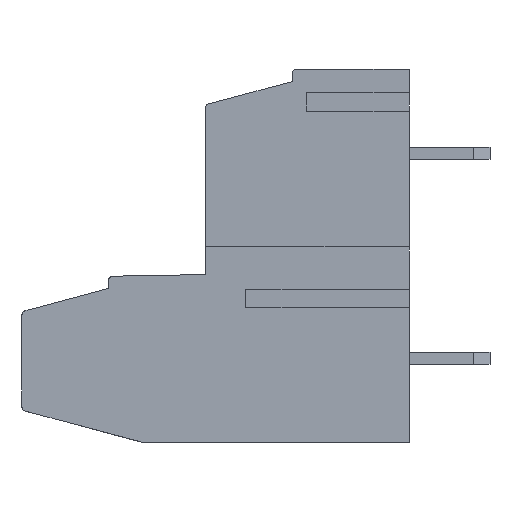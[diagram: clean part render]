
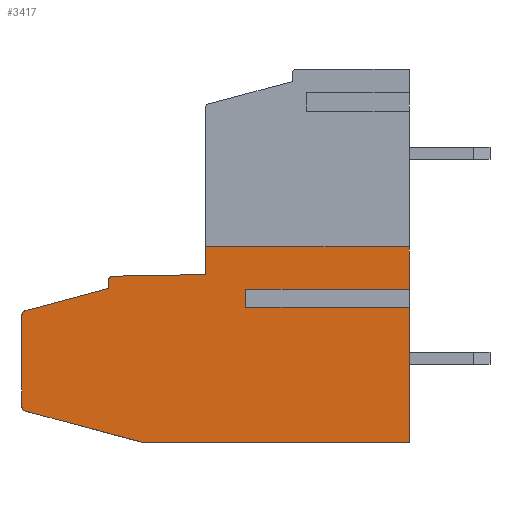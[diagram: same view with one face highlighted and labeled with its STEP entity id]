
A CAD part, left-side view. The second image highlights one B-rep face of the part: STEP entity #3417.
In plain terms, the highlighted planar face has unit normal (-1, 0, 0).
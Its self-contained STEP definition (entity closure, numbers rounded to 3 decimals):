
#139 = LINE ( 'NONE', #20439, #4614 ) ;
#676 = ORIENTED_EDGE ( 'NONE', *, *, #13708, .T. ) ;
#679 = VERTEX_POINT ( 'NONE', #7800 ) ;
#1180 = DIRECTION ( 'NONE',  ( 0., 0., -1. ) ) ;
#1989 = VERTEX_POINT ( 'NONE', #4819 ) ;
#2277 = DIRECTION ( 'NONE',  ( 1., 0., 0. ) ) ;
#2337 = CARTESIAN_POINT ( 'NONE',  ( -2.5, 8.1, 2.7 ) ) ;
#2401 = CARTESIAN_POINT ( 'NONE',  ( -2.5, 19.2, -2.429 ) ) ;
#2958 = DIRECTION ( 'NONE',  ( 0., 0., 1. ) ) ;
#3417 = ADVANCED_FACE ( 'NONE', ( #8401 ), #11854, .F. ) ;
#3485 = CARTESIAN_POINT ( 'NONE',  ( -2.5, 19.052, -2.622 ) ) ;
#3691 = EDGE_CURVE ( 'NONE', #679, #23244, #27582, .T. ) ;
#4485 = ORIENTED_EDGE ( 'NONE', *, *, #6673, .T. ) ;
#4614 = VECTOR ( 'NONE', #30165, 1000. ) ;
#4819 = CARTESIAN_POINT ( 'NONE',  ( -2.5, 8.1, 3.236 ) ) ;
#5030 = VERTEX_POINT ( 'NONE', #15405 ) ;
#5400 = CARTESIAN_POINT ( 'NONE',  ( -2.5, 14.9, 3.86 ) ) ;
#5843 = ORIENTED_EDGE ( 'NONE', *, *, #26490, .T. ) ;
#5950 = VECTOR ( 'NONE', #29731, 1000. ) ;
#6176 = VECTOR ( 'NONE', #42385, 1000. ) ;
#6251 = LINE ( 'NONE', #32552, #16520 ) ;
#6673 = EDGE_CURVE ( 'NONE', #28842, #11529, #17778, .T. ) ;
#7009 = VERTEX_POINT ( 'NONE', #37496 ) ;
#7800 = CARTESIAN_POINT ( 'NONE',  ( -2.5, 10.1, 5.51 ) ) ;
#8005 = VERTEX_POINT ( 'NONE', #23749 ) ;
#8162 = ORIENTED_EDGE ( 'NONE', *, *, #41760, .T. ) ;
#8177 = EDGE_CURVE ( 'NONE', #37461, #11529, #25702, .T. ) ;
#8284 = LINE ( 'NONE', #21425, #11668 ) ;
#8344 = CARTESIAN_POINT ( 'NONE',  ( -2.5, 19., 2.151 ) ) ;
#8401 = FACE_OUTER_BOUND ( 'NONE', #30260, .T. ) ;
#8408 = ORIENTED_EDGE ( 'NONE', *, *, #26675, .F. ) ;
#8506 = EDGE_CURVE ( 'NONE', #13638, #31890, #26582, .T. ) ;
#8750 = EDGE_CURVE ( 'NONE', #13449, #17226, #9332, .T. ) ;
#8901 = VECTOR ( 'NONE', #24287, 1000. ) ;
#8919 = AXIS2_PLACEMENT_3D ( 'NONE', #8344, #41099, #1180 ) ;
#8920 = CARTESIAN_POINT ( 'NONE',  ( -2.5, 10.1, 4.14 ) ) ;
#9332 = LINE ( 'NONE', #29401, #38948 ) ;
#9564 = CARTESIAN_POINT ( 'NONE',  ( -2.5, 8.1, 3.236 ) ) ;
#10161 = DIRECTION ( 'NONE',  ( 0., -0.966, 0.259 ) ) ;
#10215 = AXIS2_PLACEMENT_3D ( 'NONE', #21531, #2277, #28448 ) ;
#11448 = EDGE_CURVE ( 'NONE', #1989, #37461, #39094, .T. ) ;
#11529 = VERTEX_POINT ( 'NONE', #41940 ) ;
#11668 = VECTOR ( 'NONE', #21620, 1000. ) ;
#11854 = PLANE ( 'NONE',  #10215 ) ;
#11945 = CARTESIAN_POINT ( 'NONE',  ( -2.5, 0., -4.19 ) ) ;
#12637 = CARTESIAN_POINT ( 'NONE',  ( -2.5, 8.1, 2.7 ) ) ;
#12753 = EDGE_CURVE ( 'NONE', #8005, #5030, #20092, .T. ) ;
#13007 = DIRECTION ( 'NONE',  ( 0., 0.966, 0.259 ) ) ;
#13018 = VERTEX_POINT ( 'NONE', #33391 ) ;
#13321 = ORIENTED_EDGE ( 'NONE', *, *, #13458, .F. ) ;
#13449 = VERTEX_POINT ( 'NONE', #37798 ) ;
#13458 = EDGE_CURVE ( 'NONE', #5030, #31890, #8284, .T. ) ;
#13638 = VERTEX_POINT ( 'NONE', #31310 ) ;
#13681 = LINE ( 'NONE', #19951, #6176 ) ;
#13708 = EDGE_CURVE ( 'NONE', #1989, #13018, #6251, .T. ) ;
#13916 = DIRECTION ( 'NONE',  ( -1., 0., 0. ) ) ;
#14274 = CARTESIAN_POINT ( 'NONE',  ( -2.5, 19.2, 2.304 ) ) ;
#14621 = AXIS2_PLACEMENT_3D ( 'NONE', #39430, #35998, #30174 ) ;
#15023 = VECTOR ( 'NONE', #22913, 1000. ) ;
#15405 = CARTESIAN_POINT ( 'NONE',  ( -2.5, 14.9, 3.456 ) ) ;
#15553 = AXIS2_PLACEMENT_3D ( 'NONE', #24245, #13916, #17139 ) ;
#16229 = VECTOR ( 'NONE', #38612, 1000. ) ;
#16520 = VECTOR ( 'NONE', #29562, 1000. ) ;
#16566 = CARTESIAN_POINT ( 'NONE',  ( -2.5, 14.9, 4.056 ) ) ;
#16894 = DIRECTION ( 'NONE',  ( 0., -1., 0. ) ) ;
#17139 = DIRECTION ( 'NONE',  ( 0., 0., -1. ) ) ;
#17226 = VERTEX_POINT ( 'NONE', #3485 ) ;
#17778 = LINE ( 'NONE', #11945, #20500 ) ;
#19406 = CARTESIAN_POINT ( 'NONE',  ( -2.5, 0., -4.19 ) ) ;
#19619 = EDGE_CURVE ( 'NONE', #37853, #7009, #139, .T. ) ;
#19951 = CARTESIAN_POINT ( 'NONE',  ( -2.5, 10.1, 4.14 ) ) ;
#20016 = LINE ( 'NONE', #16566, #5950 ) ;
#20092 = LINE ( 'NONE', #14274, #31026 ) ;
#20439 = CARTESIAN_POINT ( 'NONE',  ( -2.5, 19.2, -4.19 ) ) ;
#20452 = EDGE_CURVE ( 'NONE', #13018, #23244, #22198, .T. ) ;
#20500 = VECTOR ( 'NONE', #42285, 1000. ) ;
#21425 = CARTESIAN_POINT ( 'NONE',  ( -2.5, 14.9, 3.456 ) ) ;
#21531 = CARTESIAN_POINT ( 'NONE',  ( -2.5, 19.2, -4.19 ) ) ;
#21620 = DIRECTION ( 'NONE',  ( 0., 0., 1. ) ) ;
#22198 = LINE ( 'NONE', #19406, #29499 ) ;
#22690 = VECTOR ( 'NONE', #16894, 1000. ) ;
#22913 = DIRECTION ( 'NONE',  ( 0., 0., -1. ) ) ;
#23127 = CARTESIAN_POINT ( 'NONE',  ( -2.5, 19.2, -4.19 ) ) ;
#23244 = VERTEX_POINT ( 'NONE', #34329 ) ;
#23749 = CARTESIAN_POINT ( 'NONE',  ( -2.5, 19.052, 2.344 ) ) ;
#24245 = CARTESIAN_POINT ( 'NONE',  ( -2.5, 14.7, 3.86 ) ) ;
#24287 = DIRECTION ( 'NONE',  ( 0., -1., 0. ) ) ;
#24417 = ORIENTED_EDGE ( 'NONE', *, *, #11448, .F. ) ;
#24550 = EDGE_CURVE ( 'NONE', #13638, #35088, #20016, .T. ) ;
#24975 = ORIENTED_EDGE ( 'NONE', *, *, #40508, .T. ) ;
#25289 = ORIENTED_EDGE ( 'NONE', *, *, #8177, .F. ) ;
#25702 = LINE ( 'NONE', #2337, #16229 ) ;
#26490 = EDGE_CURVE ( 'NONE', #8005, #7009, #33693, .T. ) ;
#26582 = CIRCLE ( 'NONE', #15553, 0.2 ) ;
#26675 = EDGE_CURVE ( 'NONE', #35088, #679, #13681, .T. ) ;
#27258 = ORIENTED_EDGE ( 'NONE', *, *, #24550, .F. ) ;
#27582 = LINE ( 'NONE', #40691, #8901 ) ;
#28448 = DIRECTION ( 'NONE',  ( 0., 0., -1. ) ) ;
#28618 = ORIENTED_EDGE ( 'NONE', *, *, #3691, .F. ) ;
#28842 = VERTEX_POINT ( 'NONE', #30012 ) ;
#29212 = ORIENTED_EDGE ( 'NONE', *, *, #12753, .F. ) ;
#29401 = CARTESIAN_POINT ( 'NONE',  ( -2.5, 13.2, -4.19 ) ) ;
#29499 = VECTOR ( 'NONE', #2958, 1000. ) ;
#29562 = DIRECTION ( 'NONE',  ( 0., -1., 0. ) ) ;
#29604 = ORIENTED_EDGE ( 'NONE', *, *, #8750, .F. ) ;
#29731 = DIRECTION ( 'NONE',  ( 0., -1., 0.017 ) ) ;
#30012 = CARTESIAN_POINT ( 'NONE',  ( -2.5, 0., -4.19 ) ) ;
#30165 = DIRECTION ( 'NONE',  ( 0., 0., 1. ) ) ;
#30174 = DIRECTION ( 'NONE',  ( 0., 0., -1. ) ) ;
#30260 = EDGE_LOOP ( 'NONE', ( #27258, #41355, #13321, #29212, #5843, #39369, #8162, #29604, #24975, #4485, #25289, #24417, #676, #32729, #28618, #8408 ) ) ;
#30276 = LINE ( 'NONE', #23127, #22690 ) ;
#31026 = VECTOR ( 'NONE', #10161, 1000. ) ;
#31310 = CARTESIAN_POINT ( 'NONE',  ( -2.5, 14.703, 4.06 ) ) ;
#31890 = VERTEX_POINT ( 'NONE', #5400 ) ;
#32552 = CARTESIAN_POINT ( 'NONE',  ( -2.5, 8.1, 3.236 ) ) ;
#32729 = ORIENTED_EDGE ( 'NONE', *, *, #20452, .T. ) ;
#33391 = CARTESIAN_POINT ( 'NONE',  ( -2.5, 0., 3.236 ) ) ;
#33693 = CIRCLE ( 'NONE', #8919, 0.2 ) ;
#34329 = CARTESIAN_POINT ( 'NONE',  ( -2.5, 0., 5.51 ) ) ;
#35088 = VERTEX_POINT ( 'NONE', #8920 ) ;
#35237 = CIRCLE ( 'NONE', #14621, 0.2 ) ;
#35998 = DIRECTION ( 'NONE',  ( -1., 0., 0. ) ) ;
#37461 = VERTEX_POINT ( 'NONE', #12637 ) ;
#37496 = CARTESIAN_POINT ( 'NONE',  ( -2.5, 19.2, 2.151 ) ) ;
#37798 = CARTESIAN_POINT ( 'NONE',  ( -2.5, 13.2, -4.19 ) ) ;
#37853 = VERTEX_POINT ( 'NONE', #2401 ) ;
#38612 = DIRECTION ( 'NONE',  ( 0., -1., 0. ) ) ;
#38948 = VECTOR ( 'NONE', #13007, 1000. ) ;
#39094 = LINE ( 'NONE', #9564, #15023 ) ;
#39369 = ORIENTED_EDGE ( 'NONE', *, *, #19619, .F. ) ;
#39430 = CARTESIAN_POINT ( 'NONE',  ( -2.5, 19., -2.429 ) ) ;
#40508 = EDGE_CURVE ( 'NONE', #13449, #28842, #30276, .T. ) ;
#40691 = CARTESIAN_POINT ( 'NONE',  ( -2.5, 19.2, 5.51 ) ) ;
#41099 = DIRECTION ( 'NONE',  ( -1., 0., 0. ) ) ;
#41355 = ORIENTED_EDGE ( 'NONE', *, *, #8506, .T. ) ;
#41760 = EDGE_CURVE ( 'NONE', #37853, #17226, #35237, .T. ) ;
#41940 = CARTESIAN_POINT ( 'NONE',  ( -2.5, 0., 2.7 ) ) ;
#42285 = DIRECTION ( 'NONE',  ( 0., 0., 1. ) ) ;
#42385 = DIRECTION ( 'NONE',  ( 0., 0., 1. ) ) ;
